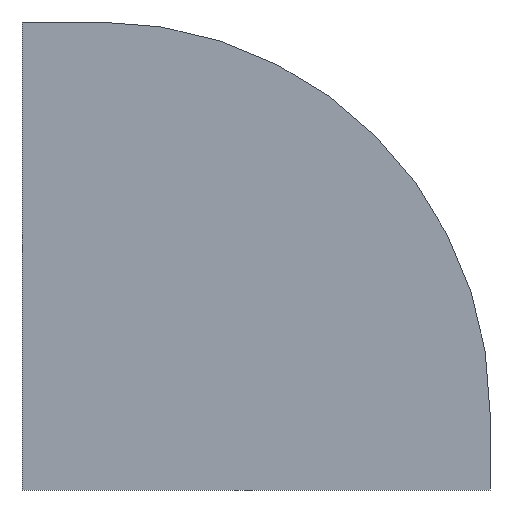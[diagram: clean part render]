
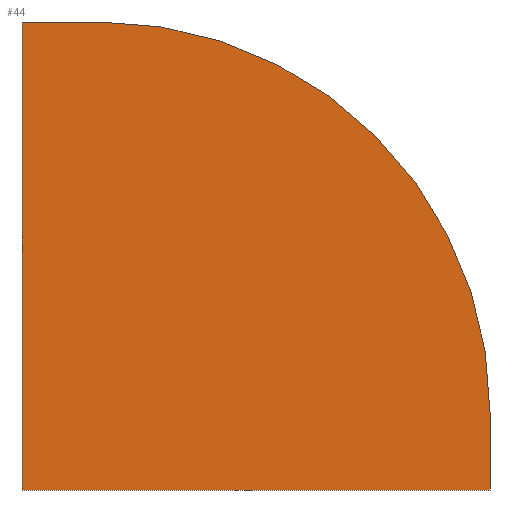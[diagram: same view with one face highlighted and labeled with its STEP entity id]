
A CAD part, left-side view. The second image highlights one B-rep face of the part: STEP entity #44.
In plain terms, the highlighted planar face has unit normal (-1, 0, 0).
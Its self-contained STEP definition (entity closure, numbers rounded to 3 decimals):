
#44=ADVANCED_FACE('',(#82),#83,.T.);
#82=FACE_OUTER_BOUND('',#111,.T.);
#83=PLANE('',#112);
#111=EDGE_LOOP('',(#165,#166,#167,#168,#169));
#112=AXIS2_PLACEMENT_3D('',#170,#171,#172);
#165=ORIENTED_EDGE('',*,*,#184,.T.);
#166=ORIENTED_EDGE('',*,*,#192,.T.);
#167=ORIENTED_EDGE('',*,*,#188,.T.);
#168=ORIENTED_EDGE('',*,*,#175,.T.);
#169=ORIENTED_EDGE('',*,*,#180,.T.);
#170=CARTESIAN_POINT('',(0.0,0.,0.));
#171=DIRECTION('',(-1.0,0.,0.));
#172=DIRECTION('',(0.,0.0,1.0));
#175=EDGE_CURVE('',#198,#199,#200,.T.);
#180=EDGE_CURVE('',#199,#207,#208,.T.);
#184=EDGE_CURVE('',#207,#213,#214,.T.);
#188=EDGE_CURVE('',#219,#198,#220,.T.);
#192=EDGE_CURVE('',#213,#219,#225,.T.);
#198=VERTEX_POINT('',#231);
#199=VERTEX_POINT('',#232);
#200=LINE('',#233,#234);
#207=VERTEX_POINT('',#244);
#208=LINE('',#245,#246);
#213=VERTEX_POINT('',#253);
#214=LINE('',#254,#255);
#219=VERTEX_POINT('',#262);
#220=LINE('',#263,#264);
#225=CIRCLE('',#271,33.35);
#231=CARTESIAN_POINT('',(0.0,20.0,20.0));
#232=CARTESIAN_POINT('',(0.0,20.0,-20.0));
#233=CARTESIAN_POINT('',(0.0,20.0,10.0));
#234=VECTOR('',#276,40.0);
#244=CARTESIAN_POINT('',(0.0,-20.0,-20.0));
#245=CARTESIAN_POINT('',(0.0,10.0,-20.0));
#246=VECTOR('',#280,40.0);
#253=CARTESIAN_POINT('',(0.0,-20.0,-13.35));
#254=CARTESIAN_POINT('',(0.0,-20.0,-10.0));
#255=VECTOR('',#283,6.65);
#262=CARTESIAN_POINT('',(0.0,13.35,20.0));
#263=CARTESIAN_POINT('',(0.0,6.675,20.0));
#264=VECTOR('',#286,6.65);
#271=AXIS2_PLACEMENT_3D('',#289,#290,#291);
#276=DIRECTION('',(0.,0.,-1.0));
#280=DIRECTION('',(0.,-1.0,0.));
#283=DIRECTION('',(0.,0.,1.0));
#286=DIRECTION('',(0.,1.0,0.));
#289=CARTESIAN_POINT('',(0.0,13.35,-13.35));
#290=DIRECTION('',(-1.0,0.,0.));
#291=DIRECTION('',(0.,0.,-1.0));
